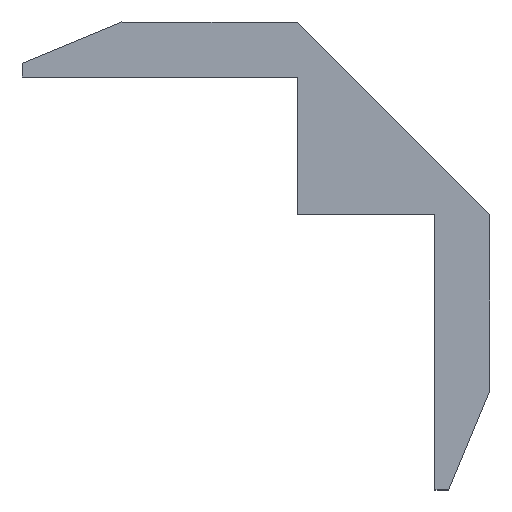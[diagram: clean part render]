
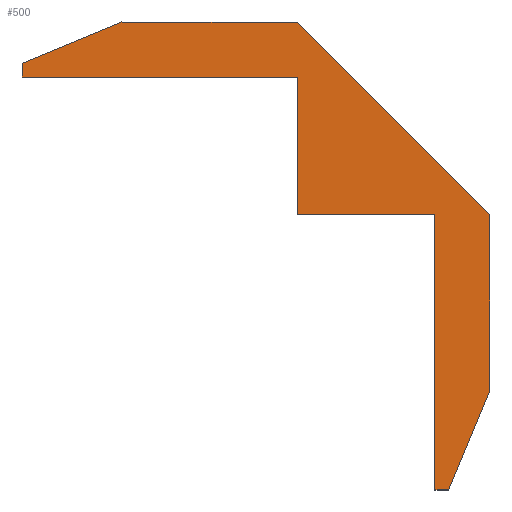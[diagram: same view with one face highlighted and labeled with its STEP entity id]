
A CAD part, front view. The second image highlights one B-rep face of the part: STEP entity #500.
In plain terms, the highlighted planar face has unit normal (0, -1, 0).
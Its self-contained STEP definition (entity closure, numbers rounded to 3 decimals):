
#48=FACE_OUTER_BOUND('',#74,.T.);
#74=EDGE_LOOP('',(#438,#439,#440,#441,#442,#443,#444,#445,#446,#447,#448));
#120=LINE('',#765,#186);
#123=LINE('',#770,#189);
#125=LINE('',#774,#191);
#127=LINE('',#778,#193);
#129=LINE('',#782,#195);
#131=LINE('',#786,#197);
#133=LINE('',#790,#199);
#135=LINE('',#794,#201);
#137=LINE('',#798,#203);
#139=LINE('',#802,#205);
#140=LINE('',#804,#206);
#186=VECTOR('',#623,10.);
#189=VECTOR('',#628,10.);
#191=VECTOR('',#632,10.);
#193=VECTOR('',#636,10.);
#195=VECTOR('',#640,10.);
#197=VECTOR('',#644,10.);
#199=VECTOR('',#648,10.);
#201=VECTOR('',#652,10.);
#203=VECTOR('',#656,10.);
#205=VECTOR('',#660,10.);
#206=VECTOR('',#663,10.);
#240=VERTEX_POINT('',#762);
#241=VERTEX_POINT('',#764);
#242=VERTEX_POINT('',#768);
#243=VERTEX_POINT('',#772);
#244=VERTEX_POINT('',#776);
#245=VERTEX_POINT('',#780);
#246=VERTEX_POINT('',#784);
#247=VERTEX_POINT('',#788);
#248=VERTEX_POINT('',#792);
#249=VERTEX_POINT('',#796);
#250=VERTEX_POINT('',#800);
#296=EDGE_CURVE('',#240,#241,#120,.T.);
#299=EDGE_CURVE('',#242,#240,#123,.T.);
#301=EDGE_CURVE('',#243,#242,#125,.T.);
#303=EDGE_CURVE('',#244,#243,#127,.T.);
#305=EDGE_CURVE('',#245,#244,#129,.T.);
#307=EDGE_CURVE('',#245,#246,#131,.T.);
#309=EDGE_CURVE('',#247,#246,#133,.T.);
#311=EDGE_CURVE('',#248,#247,#135,.T.);
#313=EDGE_CURVE('',#249,#248,#137,.T.);
#315=EDGE_CURVE('',#250,#249,#139,.T.);
#316=EDGE_CURVE('',#241,#250,#140,.T.);
#438=ORIENTED_EDGE('',*,*,#299,.F.);
#439=ORIENTED_EDGE('',*,*,#301,.F.);
#440=ORIENTED_EDGE('',*,*,#303,.F.);
#441=ORIENTED_EDGE('',*,*,#305,.F.);
#442=ORIENTED_EDGE('',*,*,#307,.T.);
#443=ORIENTED_EDGE('',*,*,#309,.F.);
#444=ORIENTED_EDGE('',*,*,#311,.F.);
#445=ORIENTED_EDGE('',*,*,#313,.F.);
#446=ORIENTED_EDGE('',*,*,#315,.F.);
#447=ORIENTED_EDGE('',*,*,#316,.F.);
#448=ORIENTED_EDGE('',*,*,#296,.F.);
#474=PLANE('',#542);
#500=ADVANCED_FACE('',(#48),#474,.F.);
#542=AXIS2_PLACEMENT_3D('',#805,#664,#665);
#623=DIRECTION('',(0.,0.,1.));
#628=DIRECTION('',(-1.,0.,0.));
#632=DIRECTION('',(0.,0.,1.));
#636=DIRECTION('',(-1.,0.,0.));
#640=DIRECTION('',(0.,0.,1.));
#644=DIRECTION('',(1.,0.,0.));
#648=DIRECTION('',(-0.383,0.,-0.924));
#652=DIRECTION('',(0.,0.,-1.));
#656=DIRECTION('',(0.707,0.,-0.707));
#660=DIRECTION('',(1.,0.,0.));
#663=DIRECTION('',(0.924,0.,0.383));
#664=DIRECTION('center_axis',(0.,1.,0.));
#665=DIRECTION('ref_axis',(0.,0.,1.));
#762=CARTESIAN_POINT('',(8.836,-96.032,35.934));
#764=CARTESIAN_POINT('',(8.836,-96.032,36.434));
#765=CARTESIAN_POINT('',(8.836,-96.032,20.934));
#768=CARTESIAN_POINT('',(18.836,-96.032,35.934));
#770=CARTESIAN_POINT('',(12.836,-96.032,35.934));
#772=CARTESIAN_POINT('',(18.836,-96.032,30.934));
#774=CARTESIAN_POINT('',(18.836,-96.032,25.934));
#776=CARTESIAN_POINT('',(23.836,-96.032,30.934));
#778=CARTESIAN_POINT('',(15.086,-96.032,30.934));
#780=CARTESIAN_POINT('',(23.836,-96.032,20.934));
#782=CARTESIAN_POINT('',(23.836,-96.032,20.934));
#784=CARTESIAN_POINT('',(24.336,-96.032,20.934));
#786=CARTESIAN_POINT('',(8.836,-96.032,20.934));
#788=CARTESIAN_POINT('',(25.836,-96.032,24.556));
#790=CARTESIAN_POINT('',(23.201,-96.032,18.194));
#792=CARTESIAN_POINT('',(25.836,-96.032,30.934));
#794=CARTESIAN_POINT('',(25.836,-96.032,25.184));
#796=CARTESIAN_POINT('',(18.836,-96.032,37.934));
#798=CARTESIAN_POINT('',(20.586,-96.032,36.184));
#800=CARTESIAN_POINT('',(12.458,-96.032,37.934));
#802=CARTESIAN_POINT('',(8.836,-96.032,37.934));
#804=CARTESIAN_POINT('',(6.096,-96.032,35.299));
#805=CARTESIAN_POINT('Origin',(8.836,-96.032,20.934));
